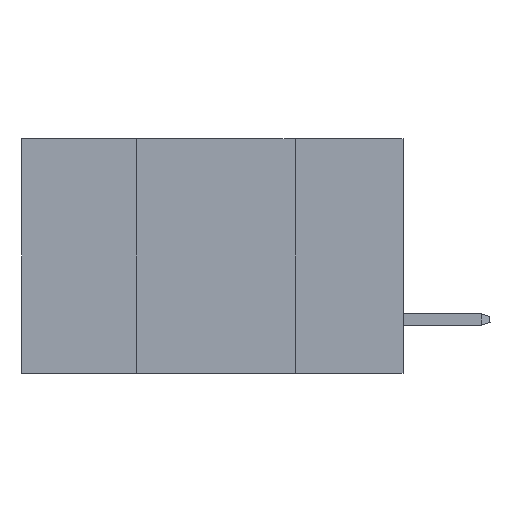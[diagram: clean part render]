
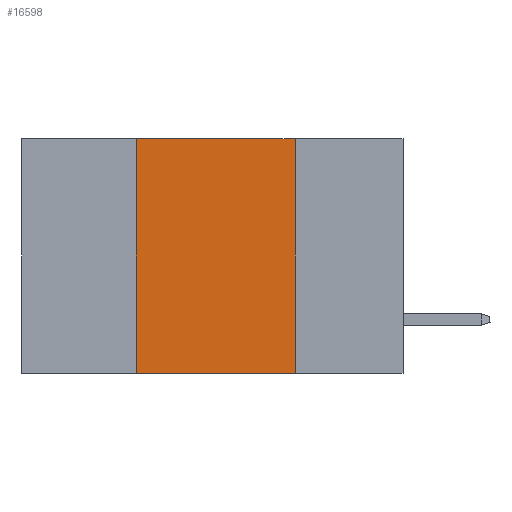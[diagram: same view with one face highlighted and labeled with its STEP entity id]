
A CAD part, left-side view. The second image highlights one B-rep face of the part: STEP entity #16598.
In plain terms, the highlighted planar face has unit normal (-1, 0, 0).
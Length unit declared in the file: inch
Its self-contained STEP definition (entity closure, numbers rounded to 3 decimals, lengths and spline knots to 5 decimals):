
#717 = VERTEX_POINT ( 'NONE', #28879 ) ;
#1044 = VECTOR ( 'NONE', #29194, 39.37008 ) ;
#3504 = DIRECTION ( 'NONE',  ( 0., -1., 0. ) ) ;
#4603 = EDGE_CURVE ( 'NONE', #12210, #16418, #26213, .T. ) ;
#6305 = ORIENTED_EDGE ( 'NONE', *, *, #9428, .F. ) ;
#7517 = DIRECTION ( 'NONE',  ( 1., 0., 0. ) ) ;
#9428 = EDGE_CURVE ( 'NONE', #717, #12204, #16529, .T. ) ;
#11616 = EDGE_CURVE ( 'NONE', #12210, #717, #20440, .T. ) ;
#11753 = CARTESIAN_POINT ( 'NONE',  ( 0., 0.6, 0. ) ) ;
#11810 = VECTOR ( 'NONE', #11825, 39.37008 ) ;
#11825 = DIRECTION ( 'NONE',  ( 0., 0., -1. ) ) ;
#12204 = VERTEX_POINT ( 'NONE', #28788 ) ;
#12210 = VERTEX_POINT ( 'NONE', #24062 ) ;
#14020 = FACE_OUTER_BOUND ( 'NONE', #28978, .T. ) ;
#14401 = DIRECTION ( 'NONE',  ( 0., -1., 0. ) ) ;
#14909 = AXIS2_PLACEMENT_3D ( 'NONE', #19062, #7517, #20702 ) ;
#16418 = VERTEX_POINT ( 'NONE', #28743 ) ;
#16529 = LINE ( 'NONE', #11753, #23328 ) ;
#16598 = ADVANCED_FACE ( 'NONE', ( #14020 ), #23230, .F. ) ;
#17944 = VECTOR ( 'NONE', #3504, 39.37008 ) ;
#18678 = LINE ( 'NONE', #21186, #11810 ) ;
#19062 = CARTESIAN_POINT ( 'NONE',  ( 0., 0.6, 0. ) ) ;
#20403 = ORIENTED_EDGE ( 'NONE', *, *, #22605, .F. ) ;
#20440 = LINE ( 'NONE', #25057, #1044 ) ;
#20702 = DIRECTION ( 'NONE',  ( 0., 0., -1. ) ) ;
#21186 = CARTESIAN_POINT ( 'NONE',  ( 0., 0.17, 0. ) ) ;
#21468 = CARTESIAN_POINT ( 'NONE',  ( 0., 0.6, -0.37 ) ) ;
#22605 = EDGE_CURVE ( 'NONE', #12204, #16418, #18678, .T. ) ;
#23230 = PLANE ( 'NONE',  #14909 ) ;
#23328 = VECTOR ( 'NONE', #14401, 39.37008 ) ;
#24062 = CARTESIAN_POINT ( 'NONE',  ( 0., 0.42, -0.37 ) ) ;
#24392 = ORIENTED_EDGE ( 'NONE', *, *, #4603, .T. ) ;
#25057 = CARTESIAN_POINT ( 'NONE',  ( 0., 0.42, 0. ) ) ;
#26213 = LINE ( 'NONE', #21468, #17944 ) ;
#27066 = ORIENTED_EDGE ( 'NONE', *, *, #11616, .F. ) ;
#28743 = CARTESIAN_POINT ( 'NONE',  ( 0., 0.17, -0.37 ) ) ;
#28788 = CARTESIAN_POINT ( 'NONE',  ( 0., 0.17, 0. ) ) ;
#28879 = CARTESIAN_POINT ( 'NONE',  ( 0., 0.42, 0. ) ) ;
#28978 = EDGE_LOOP ( 'NONE', ( #20403, #6305, #27066, #24392 ) ) ;
#29194 = DIRECTION ( 'NONE',  ( 0., 0., 1. ) ) ;
